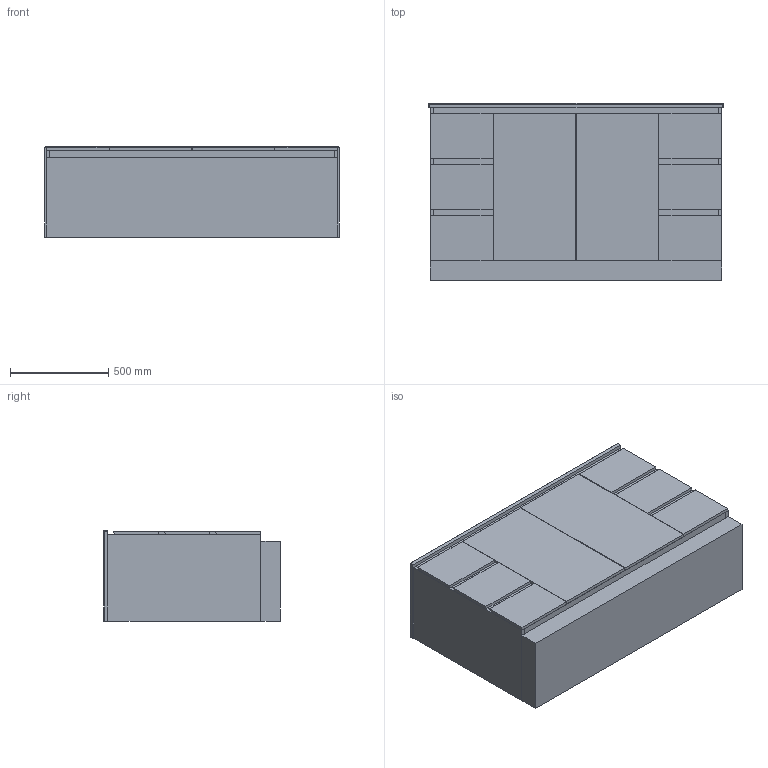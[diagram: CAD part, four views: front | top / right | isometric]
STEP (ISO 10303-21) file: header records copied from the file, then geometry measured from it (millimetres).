
FILE_DESCRIPTION (( 'STEP AP214' ), '1' );
FILE_NAME ('FD Acrylic 1500 WK ASSEM.STEP', '2019-03-06T04:37:49', ( '' ), ( '' ), 'SwSTEP 2.0', 'SolidWorks 2015', '' );
FILE_SCHEMA (( 'AUTOMOTIVE_DESIGN' ));
Length unit declared in the file: millimetre
Products named in the file (3): FD Acrylic 1500 WK; Essentials Acrylic 1500; FD Acrylic 1500 WK ASSEM
Assembly tree (2 placements, depth 2):
  FD Acrylic 1500 WK ASSEM
    FD Acrylic 1500 WK
    Essentials Acrylic 1500
Bounding box: 1500 x 902.1 x 460 mm (x, y, z)
Volume: 152182109.5 mm3; surface area: 12988509.4 mm2
Topology: 15 solids, 15 shells, 132 faces, 282 edges, 178 vertices
Faces by surface type: plane 106, cylinder 14, bspline 6, sphere 4, torus 2
Entity records: 4793 total; most frequent: CARTESIAN_POINT 1305, DIRECTION 560, ORIENTED_EDGE 556, EDGE_CURVE 278, LINE 238, VECTOR 238, VERTEX_POINT 178, AXIS2_PLACEMENT_3D 161
